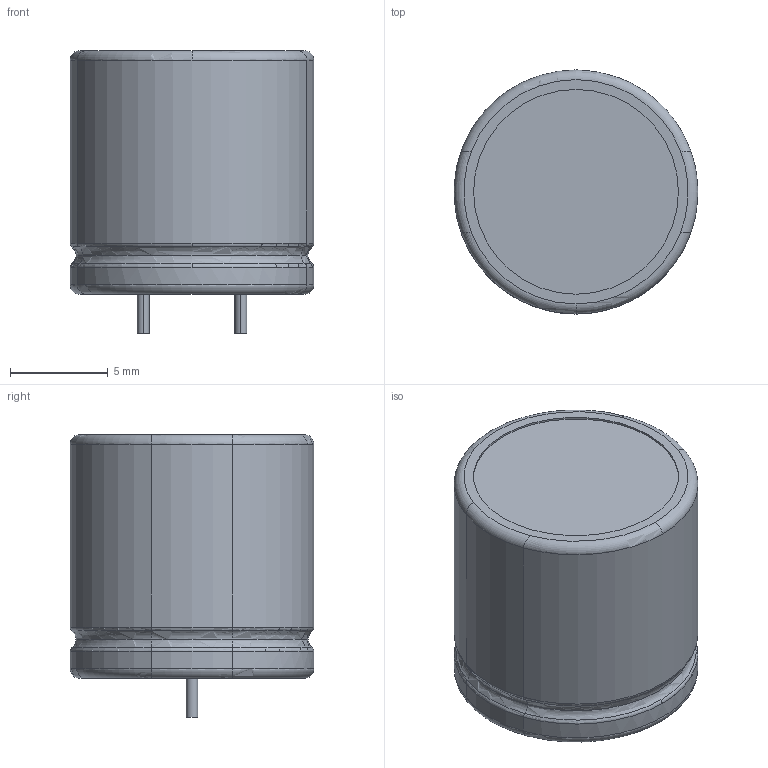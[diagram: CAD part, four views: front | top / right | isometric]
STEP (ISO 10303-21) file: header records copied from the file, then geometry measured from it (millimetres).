
FILE_DESCRIPTION(('FreeCAD Model'),'2;1');
FILE_NAME('URY2A101MHD.step', '2017-04-26T10:21:39',('kicad StepUp'),('ksu MCAD'), 'Open CASCADE STEP processor 6.8','FreeCAD','Unknown');
FILE_SCHEMA(('AUTOMOTIVE_DESIGN_CC2 { 1 2 10303 214 -1 1 5 4 }'));
Length unit declared in the file: millimetre
Products named in the file (1): URY2A101MHD
Bounding box: 12.5 x 12.5 x 14.5 mm (x, y, z)
Volume: 1514.3 mm3; surface area: 735.3 mm2
Topology: 1 solids, 1 shells, 51 faces, 108 edges, 62 vertices
Faces by surface type: torus 30, cylinder 16, plane 5
Entity records: 1819 total; most frequent: CARTESIAN_POINT 348, DIRECTION 256, ORIENTED_EDGE 216, AXIS2_PLACEMENT_3D 120, EDGE_CURVE 108, CIRCLE 68, VERTEX_POINT 62, FACE_BOUND 54
